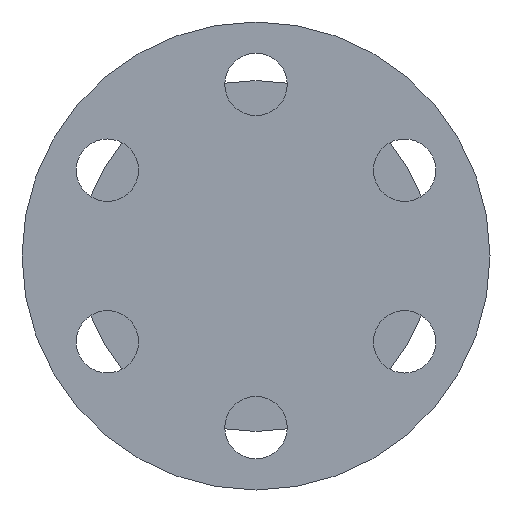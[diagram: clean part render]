
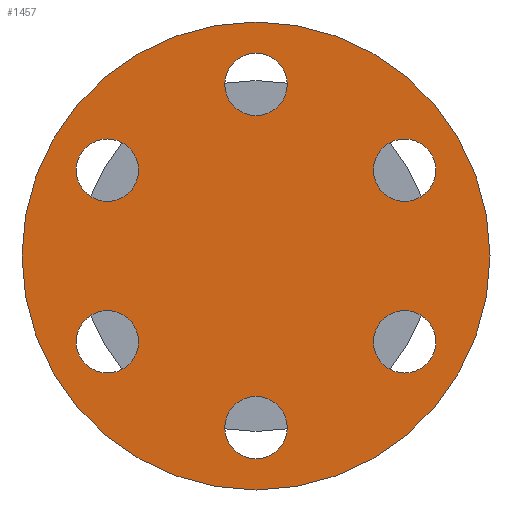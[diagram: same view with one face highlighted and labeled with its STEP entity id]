
A CAD part, front view. The second image highlights one B-rep face of the part: STEP entity #1457.
In plain terms, the highlighted planar face has unit normal (0, -1, 0).
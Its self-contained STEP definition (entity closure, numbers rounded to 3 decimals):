
#41 = DIRECTION ( 'NONE',  ( 0., 0., 1. ) ) ;
#42 = AXIS2_PLACEMENT_3D ( 'NONE', #1267, #507, #1277 ) ;
#45 = DIRECTION ( 'NONE',  ( 0., 0., 1. ) ) ;
#51 = DIRECTION ( 'NONE',  ( 0., 1., 0. ) ) ;
#58 = DIRECTION ( 'NONE',  ( 0., 1., 0. ) ) ;
#64 = CARTESIAN_POINT ( 'NONE',  ( -19.053, 0., -15. ) ) ;
#65 = VERTEX_POINT ( 'NONE', #911 ) ;
#71 = CARTESIAN_POINT ( 'NONE',  ( 0., 0., -22. ) ) ;
#72 = EDGE_LOOP ( 'NONE', ( #975, #950 ) ) ;
#107 = AXIS2_PLACEMENT_3D ( 'NONE', #1257, #898, #282 ) ;
#111 = DIRECTION ( 'NONE',  ( 0., 0., 1. ) ) ;
#117 = EDGE_CURVE ( 'NONE', #242, #376, #220, .T. ) ;
#129 = EDGE_CURVE ( 'NONE', #896, #241, #1207, .T. ) ;
#133 = EDGE_CURVE ( 'NONE', #197, #1275, #424, .T. ) ;
#143 = CIRCLE ( 'NONE', #1566, 4. ) ;
#165 = CARTESIAN_POINT ( 'NONE',  ( -19.053, 0., -7. ) ) ;
#180 = EDGE_CURVE ( 'NONE', #512, #1136, #349, .T. ) ;
#197 = VERTEX_POINT ( 'NONE', #165 ) ;
#203 = CARTESIAN_POINT ( 'NONE',  ( -19.053, 0., 11. ) ) ;
#215 = CARTESIAN_POINT ( 'NONE',  ( 0., 0., 30. ) ) ;
#219 = CARTESIAN_POINT ( 'NONE',  ( 19.053, 0., -7. ) ) ;
#220 = CIRCLE ( 'NONE', #709, 4. ) ;
#221 = CIRCLE ( 'NONE', #1061, 4. ) ;
#239 = CARTESIAN_POINT ( 'NONE',  ( -19.053, 0., 11. ) ) ;
#240 = CARTESIAN_POINT ( 'NONE',  ( 0., 0., -26. ) ) ;
#241 = VERTEX_POINT ( 'NONE', #438 ) ;
#242 = VERTEX_POINT ( 'NONE', #1539 ) ;
#249 = EDGE_CURVE ( 'NONE', #65, #1110, #1064, .T. ) ;
#254 = CARTESIAN_POINT ( 'NONE',  ( 0., 0., 0. ) ) ;
#261 = FACE_BOUND ( 'NONE', #775, .T. ) ;
#268 = DIRECTION ( 'NONE',  ( 0., 1., 0. ) ) ;
#273 = AXIS2_PLACEMENT_3D ( 'NONE', #239, #1468, #111 ) ;
#282 = DIRECTION ( 'NONE',  ( 0., 0., 1. ) ) ;
#283 = EDGE_CURVE ( 'NONE', #1275, #197, #1031, .T. ) ;
#294 = DIRECTION ( 'NONE',  ( 0., 0., 1. ) ) ;
#311 = EDGE_LOOP ( 'NONE', ( #1130, #363 ) ) ;
#323 = DIRECTION ( 'NONE',  ( 0., 1., 0. ) ) ;
#332 = ORIENTED_EDGE ( 'NONE', *, *, #1502, .T. ) ;
#334 = CIRCLE ( 'NONE', #107, 4. ) ;
#349 = CIRCLE ( 'NONE', #920, 4. ) ;
#363 = ORIENTED_EDGE ( 'NONE', *, *, #875, .T. ) ;
#376 = VERTEX_POINT ( 'NONE', #1204 ) ;
#424 = CIRCLE ( 'NONE', #996, 4. ) ;
#438 = CARTESIAN_POINT ( 'NONE',  ( 0., 0., 18. ) ) ;
#447 = AXIS2_PLACEMENT_3D ( 'NONE', #1578, #1310, #450 ) ;
#450 = DIRECTION ( 'NONE',  ( 0., 0., 1. ) ) ;
#492 = FACE_BOUND ( 'NONE', #1144, .T. ) ;
#507 = DIRECTION ( 'NONE',  ( 0., 1., 0. ) ) ;
#511 = CARTESIAN_POINT ( 'NONE',  ( 19.053, 0., -11. ) ) ;
#512 = VERTEX_POINT ( 'NONE', #1177 ) ;
#519 = DIRECTION ( 'NONE',  ( 0., 0., 1. ) ) ;
#557 = ORIENTED_EDGE ( 'NONE', *, *, #790, .T. ) ;
#558 = DIRECTION ( 'NONE',  ( 0., 0., 1. ) ) ;
#564 = VERTEX_POINT ( 'NONE', #215 ) ;
#568 = ORIENTED_EDGE ( 'NONE', *, *, #283, .T. ) ;
#569 = AXIS2_PLACEMENT_3D ( 'NONE', #71, #51, #1286 ) ;
#573 = AXIS2_PLACEMENT_3D ( 'NONE', #1383, #1138, #519 ) ;
#577 = DIRECTION ( 'NONE',  ( 0., 1., 0. ) ) ;
#595 = EDGE_CURVE ( 'NONE', #241, #896, #1379, .T. ) ;
#613 = CARTESIAN_POINT ( 'NONE',  ( -19.053, 0., 15. ) ) ;
#626 = EDGE_LOOP ( 'NONE', ( #918, #332 ) ) ;
#658 = DIRECTION ( 'NONE',  ( 0., 0., 1. ) ) ;
#671 = CARTESIAN_POINT ( 'NONE',  ( 19.053, 0., -11. ) ) ;
#674 = ORIENTED_EDGE ( 'NONE', *, *, #117, .T. ) ;
#709 = AXIS2_PLACEMENT_3D ( 'NONE', #1527, #1421, #294 ) ;
#746 = EDGE_CURVE ( 'NONE', #784, #564, #1530, .T. ) ;
#748 = DIRECTION ( 'NONE',  ( 0., 1., 0. ) ) ;
#767 = ORIENTED_EDGE ( 'NONE', *, *, #129, .T. ) ;
#774 = CIRCLE ( 'NONE', #1007, 30. ) ;
#775 = EDGE_LOOP ( 'NONE', ( #568, #1371 ) ) ;
#777 = EDGE_LOOP ( 'NONE', ( #557, #674 ) ) ;
#784 = VERTEX_POINT ( 'NONE', #1378 ) ;
#790 = EDGE_CURVE ( 'NONE', #376, #242, #334, .T. ) ;
#791 = CARTESIAN_POINT ( 'NONE',  ( 0., 0., 22. ) ) ;
#807 = DIRECTION ( 'NONE',  ( 0., 1., 0. ) ) ;
#814 = AXIS2_PLACEMENT_3D ( 'NONE', #203, #1328, #1414 ) ;
#831 = EDGE_LOOP ( 'NONE', ( #937, #844 ) ) ;
#844 = ORIENTED_EDGE ( 'NONE', *, *, #1373, .F. ) ;
#854 = FACE_BOUND ( 'NONE', #72, .T. ) ;
#875 = EDGE_CURVE ( 'NONE', #1068, #1324, #1515, .T. ) ;
#893 = PLANE ( 'NONE',  #573 ) ;
#896 = VERTEX_POINT ( 'NONE', #913 ) ;
#898 = DIRECTION ( 'NONE',  ( 0., 1., 0. ) ) ;
#911 = CARTESIAN_POINT ( 'NONE',  ( 0., 0., -18. ) ) ;
#913 = CARTESIAN_POINT ( 'NONE',  ( 0., 0., 26. ) ) ;
#918 = ORIENTED_EDGE ( 'NONE', *, *, #180, .T. ) ;
#920 = AXIS2_PLACEMENT_3D ( 'NONE', #671, #323, #1562 ) ;
#926 = CARTESIAN_POINT ( 'NONE',  ( -19.053, 0., -11. ) ) ;
#937 = ORIENTED_EDGE ( 'NONE', *, *, #746, .F. ) ;
#950 = ORIENTED_EDGE ( 'NONE', *, *, #249, .T. ) ;
#975 = ORIENTED_EDGE ( 'NONE', *, *, #1247, .T. ) ;
#977 = CIRCLE ( 'NONE', #273, 4. ) ;
#987 = FACE_BOUND ( 'NONE', #311, .T. ) ;
#996 = AXIS2_PLACEMENT_3D ( 'NONE', #1176, #58, #558 ) ;
#1007 = AXIS2_PLACEMENT_3D ( 'NONE', #254, #748, #1246 ) ;
#1009 = DIRECTION ( 'NONE',  ( 0., 0., 1. ) ) ;
#1031 = CIRCLE ( 'NONE', #1394, 4. ) ;
#1061 = AXIS2_PLACEMENT_3D ( 'NONE', #1192, #577, #45 ) ;
#1064 = CIRCLE ( 'NONE', #569, 4. ) ;
#1068 = VERTEX_POINT ( 'NONE', #613 ) ;
#1110 = VERTEX_POINT ( 'NONE', #240 ) ;
#1125 = AXIS2_PLACEMENT_3D ( 'NONE', #791, #807, #658 ) ;
#1130 = ORIENTED_EDGE ( 'NONE', *, *, #1331, .T. ) ;
#1136 = VERTEX_POINT ( 'NONE', #219 ) ;
#1138 = DIRECTION ( 'NONE',  ( 0., 1., 0. ) ) ;
#1144 = EDGE_LOOP ( 'NONE', ( #1503, #767 ) ) ;
#1176 = CARTESIAN_POINT ( 'NONE',  ( -19.053, 0., -11. ) ) ;
#1177 = CARTESIAN_POINT ( 'NONE',  ( 19.053, 0., -15. ) ) ;
#1192 = CARTESIAN_POINT ( 'NONE',  ( 0., 0., -22. ) ) ;
#1197 = DIRECTION ( 'NONE',  ( 0., 1., 0. ) ) ;
#1204 = CARTESIAN_POINT ( 'NONE',  ( 19.053, 0., 7. ) ) ;
#1207 = CIRCLE ( 'NONE', #1125, 4. ) ;
#1222 = FACE_OUTER_BOUND ( 'NONE', #831, .T. ) ;
#1229 = FACE_BOUND ( 'NONE', #777, .T. ) ;
#1246 = DIRECTION ( 'NONE',  ( 0., 0., 1. ) ) ;
#1247 = EDGE_CURVE ( 'NONE', #1110, #65, #221, .T. ) ;
#1257 = CARTESIAN_POINT ( 'NONE',  ( 19.053, 0., 11. ) ) ;
#1267 = CARTESIAN_POINT ( 'NONE',  ( 0., 0., 0. ) ) ;
#1275 = VERTEX_POINT ( 'NONE', #64 ) ;
#1277 = DIRECTION ( 'NONE',  ( 0., 0., 1. ) ) ;
#1286 = DIRECTION ( 'NONE',  ( 0., 0., 1. ) ) ;
#1310 = DIRECTION ( 'NONE',  ( 0., 1., 0. ) ) ;
#1324 = VERTEX_POINT ( 'NONE', #1492 ) ;
#1328 = DIRECTION ( 'NONE',  ( 0., 1., 0. ) ) ;
#1331 = EDGE_CURVE ( 'NONE', #1324, #1068, #977, .T. ) ;
#1354 = FACE_BOUND ( 'NONE', #626, .T. ) ;
#1371 = ORIENTED_EDGE ( 'NONE', *, *, #133, .T. ) ;
#1373 = EDGE_CURVE ( 'NONE', #564, #784, #774, .T. ) ;
#1378 = CARTESIAN_POINT ( 'NONE',  ( 0., 0., -30. ) ) ;
#1379 = CIRCLE ( 'NONE', #447, 4. ) ;
#1383 = CARTESIAN_POINT ( 'NONE',  ( 0., 0., 0. ) ) ;
#1394 = AXIS2_PLACEMENT_3D ( 'NONE', #926, #1197, #41 ) ;
#1414 = DIRECTION ( 'NONE',  ( 0., 0., 1. ) ) ;
#1421 = DIRECTION ( 'NONE',  ( 0., 1., 0. ) ) ;
#1457 = ADVANCED_FACE ( 'NONE', ( #1222, #854, #1354, #1229, #492, #987, #261 ), #893, .F. ) ;
#1468 = DIRECTION ( 'NONE',  ( 0., 1., 0. ) ) ;
#1492 = CARTESIAN_POINT ( 'NONE',  ( -19.053, 0., 7. ) ) ;
#1502 = EDGE_CURVE ( 'NONE', #1136, #512, #143, .T. ) ;
#1503 = ORIENTED_EDGE ( 'NONE', *, *, #595, .T. ) ;
#1515 = CIRCLE ( 'NONE', #814, 4. ) ;
#1527 = CARTESIAN_POINT ( 'NONE',  ( 19.053, 0., 11. ) ) ;
#1530 = CIRCLE ( 'NONE', #42, 30. ) ;
#1539 = CARTESIAN_POINT ( 'NONE',  ( 19.053, 0., 15. ) ) ;
#1562 = DIRECTION ( 'NONE',  ( 0., 0., 1. ) ) ;
#1566 = AXIS2_PLACEMENT_3D ( 'NONE', #511, #268, #1009 ) ;
#1578 = CARTESIAN_POINT ( 'NONE',  ( 0., 0., 22. ) ) ;
